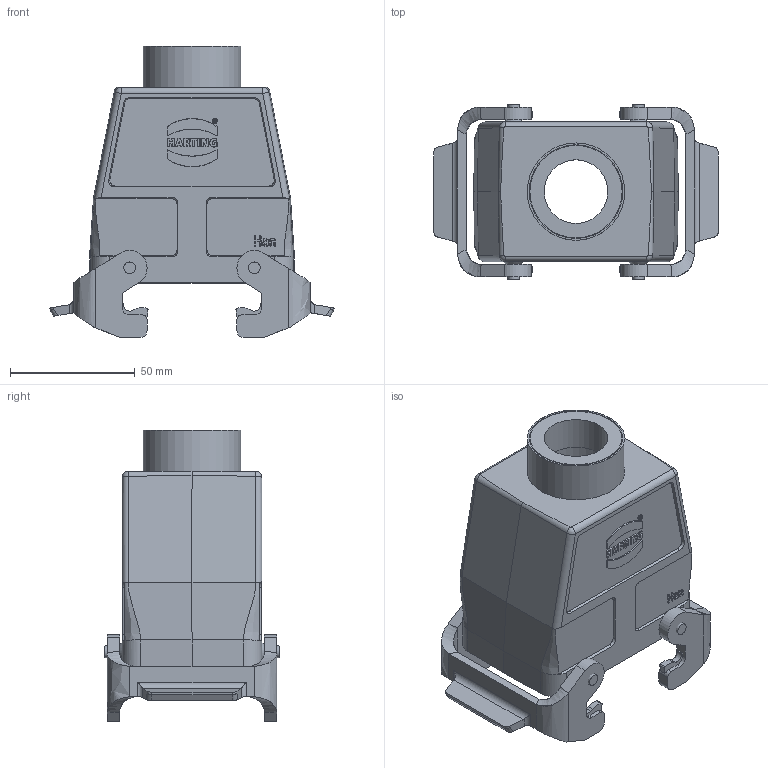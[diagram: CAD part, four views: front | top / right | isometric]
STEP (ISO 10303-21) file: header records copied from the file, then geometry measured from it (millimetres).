
FILE_DESCRIPTION((''),'2;1');
FILE_NAME('05200320463.stp','2020-07-07T16:05:22',('e.eickhoff'),(''),'Autodesk Inventor 2012','Autodesk Inventor 2012','');
FILE_SCHEMA(('AUTOMOTIVE_DESIGN { 1 0 10303 214 1 1 1 1 }'));
Length unit declared in the file: millimetre
Products named in the file (3): 05200320463; M25-PG29 Adapter
Assembly tree (2 placements, depth 2):
  05200320463
    05200320463
    M25-PG29 Adapter
Bounding box: 113.95 x 70.2 x 116.8 mm (x, y, z)
Volume: 109231 mm3; surface area: 66823.8 mm2
Topology: 4 solids, 4 shells, 495 faces, 1264 edges, 812 vertices
Faces by surface type: plane 298, cylinder 123, bspline 38, cone 23, torus 9, sphere 4
Full cylindrical faces by diameter (mm): 3 x8, 25.5 x1, 32 x1, 37 x2, 37.5 x1, 39 x1
Entity records: 17948 total; most frequent: CARTESIAN_POINT 5534, ORIENTED_EDGE 2462, DIRECTION 2355, EDGE_CURVE 1231, VECTOR 817, LINE 817, VERTEX_POINT 809, AXIS2_PLACEMENT_3D 769
